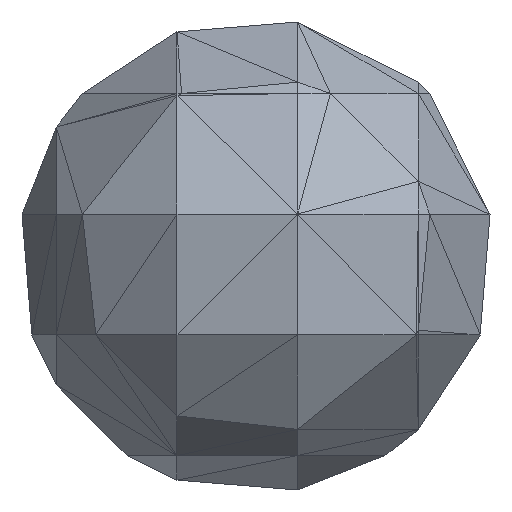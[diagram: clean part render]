
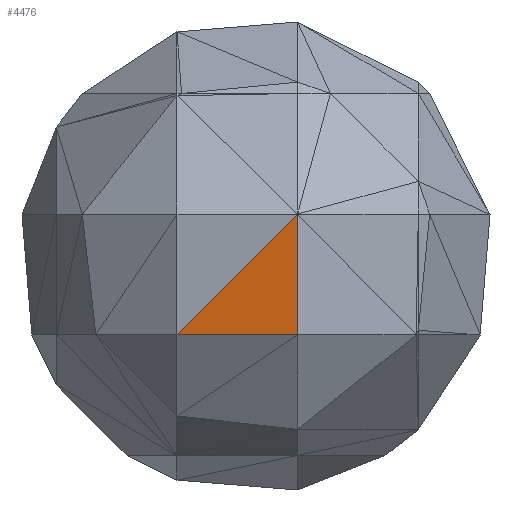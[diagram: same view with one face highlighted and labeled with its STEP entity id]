
A CAD part, top view. The second image highlights one B-rep face of the part: STEP entity #4476.
In plain terms, the highlighted planar face has unit normal (-0.085, -0.081, 0.993).
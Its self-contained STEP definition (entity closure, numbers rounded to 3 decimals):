
#301 = VERTEX_POINT('',#302);
#302 = CARTESIAN_POINT('',(0.345,0.345,1.94));
#341 = PLANE('',#342);
#342 = AXIS2_PLACEMENT_3D('',#343,#344,#345);
#343 = CARTESIAN_POINT('',(0.701,-0.307,1.701)
  );
#344 = DIRECTION('',(0.462,-0.072,0.884));
#345 = DIRECTION('',(0.886,0.,-0.463));
#356 = EDGE_CURVE('',#357,#301,#359,.T.);
#357 = VERTEX_POINT('',#358);
#358 = CARTESIAN_POINT('',(0.345,-0.655,1.858));
#359 = SURFACE_CURVE('',#360,(#364,#370),.PCURVE_S1.);
#360 = LINE('',#361,#362);
#361 = CARTESIAN_POINT('',(0.345,-0.655,1.858));
#362 = VECTOR('',#363,1.);
#363 = DIRECTION('',(0.,0.997,0.081));
#364 = PCURVE('',#341,#365);
#365 = DEFINITIONAL_REPRESENTATION('',(#366),#369);
#366 = B_SPLINE_CURVE_WITH_KNOTS('',1,(#367,#368),.UNSPECIFIED.,.F.,.F.,
  (2,2),(0.,1.003),.PIECEWISE_BEZIER_KNOTS.);
#367 = CARTESIAN_POINT('',(-0.388,-0.348));
#368 = CARTESIAN_POINT('',(-0.426,0.654));
#369 = ( GEOMETRIC_REPRESENTATION_CONTEXT(2) 
PARAMETRIC_REPRESENTATION_CONTEXT() REPRESENTATION_CONTEXT('2D SPACE',''
  ) );
#370 = PCURVE('',#371,#376);
#371 = PLANE('',#372);
#372 = AXIS2_PLACEMENT_3D('',#373,#374,#375);
#373 = CARTESIAN_POINT('',(-0.009,-0.301,
    1.857));
#374 = DIRECTION('',(-0.085,-0.081,
    0.993));
#375 = DIRECTION('',(0.996,0.,0.085));
#376 = DEFINITIONAL_REPRESENTATION('',(#377),#381);
#377 = LINE('',#378,#379);
#378 = CARTESIAN_POINT('',(0.353,-0.355));
#379 = VECTOR('',#380,1.);
#380 = DIRECTION('',(0.007,1.));
#381 = ( GEOMETRIC_REPRESENTATION_CONTEXT(2) 
PARAMETRIC_REPRESENTATION_CONTEXT() REPRESENTATION_CONTEXT('2D SPACE',''
  ) );
#3003 = VERTEX_POINT('',#3004);
#3004 = CARTESIAN_POINT('',(-0.655,-0.655,1.773));
#3044 = PLANE('',#3045);
#3045 = AXIS2_PLACEMENT_3D('',#3046,#3047,#3048);
#3046 = CARTESIAN_POINT('',(-0.283,-0.883,
    1.66));
#3047 = DIRECTION('',(-0.072,-0.535,0.842)
  );
#3048 = DIRECTION('',(0.,0.844,0.536));
#3075 = PLANE('',#3076);
#3076 = AXIS2_PLACEMENT_3D('',#3077,#3078,#3079);
#3077 = CARTESIAN_POINT('',(-0.301,-0.009,
    1.857));
#3078 = DIRECTION('',(-0.081,-0.085,
    0.993));
#3079 = DIRECTION('',(0.,0.996,
    0.085));
#4456 = EDGE_CURVE('',#357,#3003,#4457,.T.);
#4457 = SURFACE_CURVE('',#4458,(#4462,#4469),.PCURVE_S1.);
#4458 = LINE('',#4459,#4460);
#4459 = CARTESIAN_POINT('',(0.345,-0.655,1.858));
#4460 = VECTOR('',#4461,1.);
#4461 = DIRECTION('',(-0.996,0.,-0.085));
#4462 = PCURVE('',#3044,#4463);
#4463 = DEFINITIONAL_REPRESENTATION('',(#4464),#4468);
#4464 = LINE('',#4465,#4466);
#4465 = CARTESIAN_POINT('',(0.299,-0.63));
#4466 = VECTOR('',#4467,1.);
#4467 = DIRECTION('',(-0.046,0.999));
#4468 = ( GEOMETRIC_REPRESENTATION_CONTEXT(2) 
PARAMETRIC_REPRESENTATION_CONTEXT() REPRESENTATION_CONTEXT('2D SPACE',''
  ) );
#4469 = PCURVE('',#371,#4470);
#4470 = DEFINITIONAL_REPRESENTATION('',(#4471),#4474);
#4471 = B_SPLINE_CURVE_WITH_KNOTS('',1,(#4472,#4473),.UNSPECIFIED.,.F.,
  .F.,(2,2),(0.,1.004),.PIECEWISE_BEZIER_KNOTS.);
#4472 = CARTESIAN_POINT('',(0.353,-0.355));
#4473 = CARTESIAN_POINT('',(-0.651,-0.355));
#4474 = ( GEOMETRIC_REPRESENTATION_CONTEXT(2) 
PARAMETRIC_REPRESENTATION_CONTEXT() REPRESENTATION_CONTEXT('2D SPACE',''
  ) );
#4476 = ADVANCED_FACE('',(#4477),#371,.T.);
#4477 = FACE_BOUND('',#4478,.T.);
#4478 = EDGE_LOOP('',(#4479,#4480,#4481));
#4479 = ORIENTED_EDGE('',*,*,#4456,.F.);
#4480 = ORIENTED_EDGE('',*,*,#356,.T.);
#4481 = ORIENTED_EDGE('',*,*,#4482,.T.);
#4482 = EDGE_CURVE('',#301,#3003,#4483,.T.);
#4483 = SURFACE_CURVE('',#4484,(#4488,#4495),.PCURVE_S1.);
#4484 = LINE('',#4485,#4486);
#4485 = CARTESIAN_POINT('',(0.345,0.345,1.94));
#4486 = VECTOR('',#4487,1.);
#4487 = DIRECTION('',(-0.702,-0.702,-0.117));
#4488 = PCURVE('',#371,#4489);
#4489 = DEFINITIONAL_REPRESENTATION('',(#4490),#4494);
#4490 = LINE('',#4491,#4492);
#4491 = CARTESIAN_POINT('',(0.36,0.648));
#4492 = VECTOR('',#4493,1.);
#4493 = DIRECTION('',(-0.71,-0.705));
#4494 = ( GEOMETRIC_REPRESENTATION_CONTEXT(2) 
PARAMETRIC_REPRESENTATION_CONTEXT() REPRESENTATION_CONTEXT('2D SPACE',''
  ) );
#4495 = PCURVE('',#3075,#4496);
#4496 = DEFINITIONAL_REPRESENTATION('',(#4497),#4500);
#4497 = B_SPLINE_CURVE_WITH_KNOTS('',1,(#4498,#4499),.UNSPECIFIED.,.F.,
  .F.,(2,2),(0.,1.424),.PIECEWISE_BEZIER_KNOTS.);
#4498 = CARTESIAN_POINT('',(0.36,-0.648));
#4499 = CARTESIAN_POINT('',(-0.651,0.355));
#4500 = ( GEOMETRIC_REPRESENTATION_CONTEXT(2) 
PARAMETRIC_REPRESENTATION_CONTEXT() REPRESENTATION_CONTEXT('2D SPACE',''
  ) );
